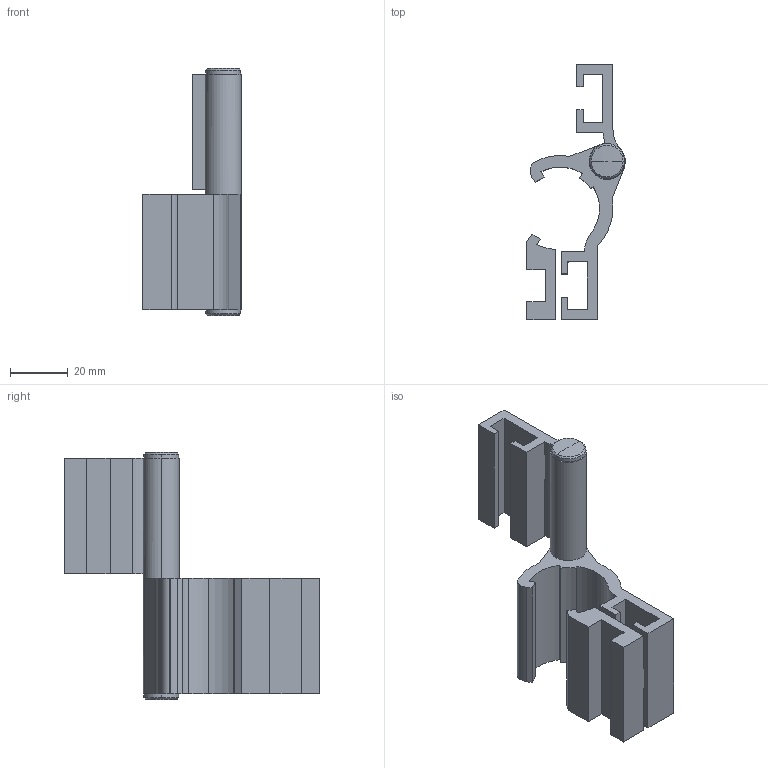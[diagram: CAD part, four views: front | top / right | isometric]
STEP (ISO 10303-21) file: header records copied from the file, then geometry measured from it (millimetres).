
FILE_DESCRIPTION(('STEP AP214'),'1');
FILE_NAME('cctmp_E87AADF0-2102-49DD-9FD3-E1AD6C03A35C_2020_1_17_7_35_7_455..stp','2020-01-17T06:35:07',('Bosch Rexroth AG'),('CADClick - www.CADClick.com'),'Spatial InterOp 3D',' ','unknown authorization - (Healing Option Enabled)');
FILE_SCHEMA(('AUTOMOTIVE_DESIGN'));
Length unit declared in the file: millimetre
Products named in the file (1): 1
Bounding box: 34.05 x 88.25 x 85.6 mm (x, y, z)
Volume: 42692.9 mm3; surface area: 20818.1 mm2
Topology: 2 solids, 2 shells, 77 faces, 211 edges, 136 vertices
Faces by surface type: plane 47, cylinder 22, sphere 4, cone 4
Entity records: 3061 total; most frequent: CARTESIAN_POINT 422, DIRECTION 421, ORIENTED_EDGE 414, EDGE_CURVE 207, LINE 151, VECTOR 151, VERTEX_POINT 136, AXIS2_PLACEMENT_3D 135
